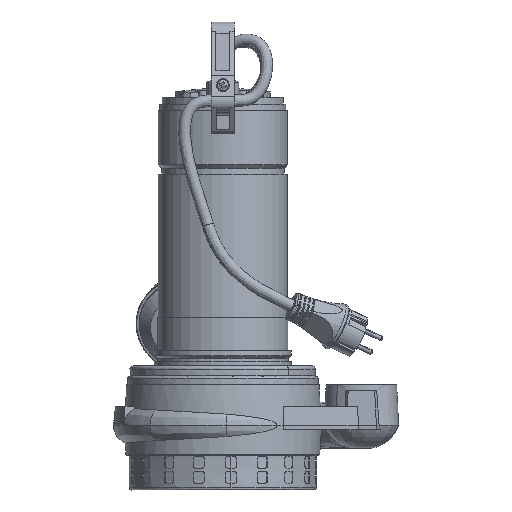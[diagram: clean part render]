
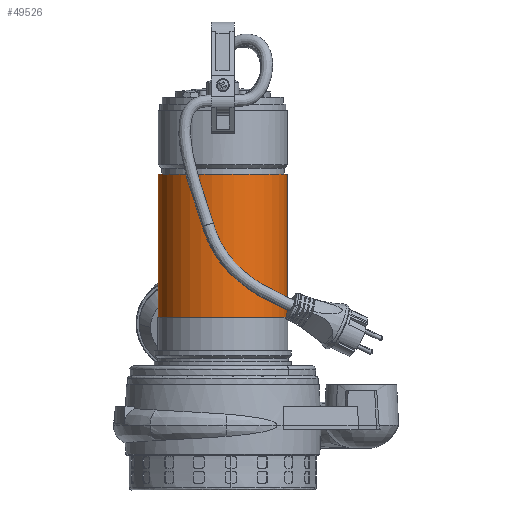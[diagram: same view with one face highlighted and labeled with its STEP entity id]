
A CAD part, front view. The second image highlights one B-rep face of the part: STEP entity #49526.
In plain terms, the highlighted cylindrical face has radius 56 mm (diameter 112 mm), a partial arc.
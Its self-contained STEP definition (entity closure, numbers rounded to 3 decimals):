
#2442 = EDGE_LOOP ( 'NONE', ( #50799, #20401, #12805, #66478 ) ) ;
#4771 = CARTESIAN_POINT ( 'NONE',  ( 0., 51., 0. ) ) ;
#8139 = VERTEX_POINT ( 'NONE', #14507 ) ;
#9218 = CARTESIAN_POINT ( 'NONE',  ( 0., 51., -56. ) ) ;
#12805 = ORIENTED_EDGE ( 'NONE', *, *, #47422, .T. ) ;
#14507 = CARTESIAN_POINT ( 'NONE',  ( 0., 175., 56. ) ) ;
#14622 = CIRCLE ( 'NONE', #80801, 56. ) ;
#18845 = LINE ( 'NONE', #61968, #23632 ) ;
#19509 = CARTESIAN_POINT ( 'NONE',  ( 0., 175., -56. ) ) ;
#20401 = ORIENTED_EDGE ( 'NONE', *, *, #47524, .T. ) ;
#21618 = CYLINDRICAL_SURFACE ( 'NONE', #50212, 56. ) ;
#23632 = VECTOR ( 'NONE', #81039, 1000. ) ;
#27038 = DIRECTION ( 'NONE',  ( 0., -1., 0. ) ) ;
#30817 = VERTEX_POINT ( 'NONE', #9218 ) ;
#33255 = CARTESIAN_POINT ( 'NONE',  ( 0., 175., 0. ) ) ;
#34602 = VERTEX_POINT ( 'NONE', #19509 ) ;
#37530 = VERTEX_POINT ( 'NONE', #78588 ) ;
#47422 = EDGE_CURVE ( 'NONE', #37530, #30817, #59392, .T. ) ;
#47524 = EDGE_CURVE ( 'NONE', #8139, #37530, #18845, .T. ) ;
#47544 = CARTESIAN_POINT ( 'NONE',  ( 0., 175., -56. ) ) ;
#49526 = ADVANCED_FACE ( 'NONE', ( #71795 ), #21618, .T. ) ;
#50212 = AXIS2_PLACEMENT_3D ( 'NONE', #33255, #27038, #66798 ) ;
#50799 = ORIENTED_EDGE ( 'NONE', *, *, #52584, .T. ) ;
#52584 = EDGE_CURVE ( 'NONE', #34602, #8139, #14622, .T. ) ;
#58206 = EDGE_CURVE ( 'NONE', #34602, #30817, #61588, .T. ) ;
#59392 = CIRCLE ( 'NONE', #79234, 56. ) ;
#61588 = LINE ( 'NONE', #47544, #65349 ) ;
#61968 = CARTESIAN_POINT ( 'NONE',  ( 0., 175., 56. ) ) ;
#65349 = VECTOR ( 'NONE', #73634, 1000. ) ;
#66178 = DIRECTION ( 'NONE',  ( 0., 1., 0. ) ) ;
#66478 = ORIENTED_EDGE ( 'NONE', *, *, #58206, .F. ) ;
#66580 = DIRECTION ( 'NONE',  ( 0., 0., -1. ) ) ;
#66798 = DIRECTION ( 'NONE',  ( 0., 0., -1. ) ) ;
#66992 = CARTESIAN_POINT ( 'NONE',  ( 0., 175., 0. ) ) ;
#71795 = FACE_OUTER_BOUND ( 'NONE', #2442, .T. ) ;
#72402 = DIRECTION ( 'NONE',  ( 0., -1., 0. ) ) ;
#73634 = DIRECTION ( 'NONE',  ( 0., -1., 0. ) ) ;
#74024 = DIRECTION ( 'NONE',  ( 0., 0., -1. ) ) ;
#78588 = CARTESIAN_POINT ( 'NONE',  ( 0., 51., 56. ) ) ;
#79234 = AXIS2_PLACEMENT_3D ( 'NONE', #4771, #66178, #66580 ) ;
#80801 = AXIS2_PLACEMENT_3D ( 'NONE', #66992, #72402, #74024 ) ;
#81039 = DIRECTION ( 'NONE',  ( 0., -1., 0. ) ) ;
